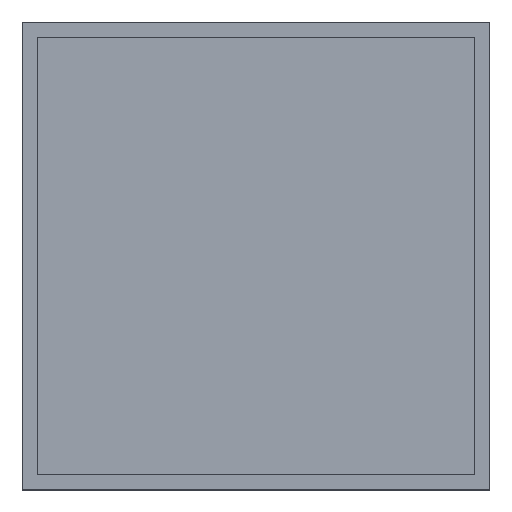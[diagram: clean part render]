
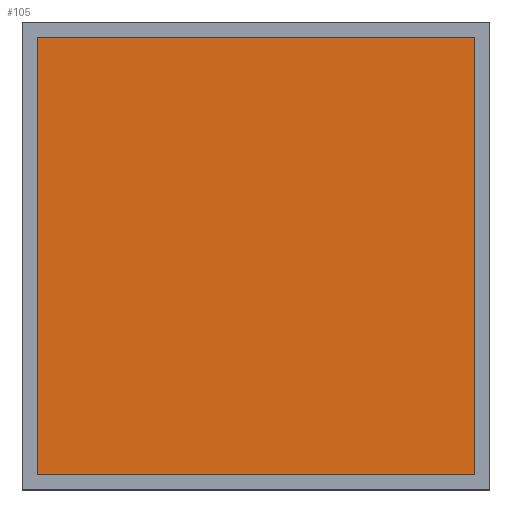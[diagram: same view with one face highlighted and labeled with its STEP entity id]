
A CAD part, top view. The second image highlights one B-rep face of the part: STEP entity #105.
In plain terms, the highlighted planar face has unit normal (0, 0, 1).
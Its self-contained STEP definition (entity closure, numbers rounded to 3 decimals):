
#26 = VECTOR ( 'NONE', #181, 1000. ) ;
#35 = CARTESIAN_POINT ( 'NONE',  ( 290., 290., 7. ) ) ;
#39 = DIRECTION ( 'NONE',  ( 0., 1., 0. ) ) ;
#57 = VERTEX_POINT ( 'NONE', #357 ) ;
#60 = VERTEX_POINT ( 'NONE', #147 ) ;
#70 = DIRECTION ( 'NONE',  ( 1., 0., 0. ) ) ;
#105 = ADVANCED_FACE ( 'NONE', ( #347 ), #348, .F. ) ;
#132 = ORIENTED_EDGE ( 'NONE', *, *, #377, .T. ) ;
#147 = CARTESIAN_POINT ( 'NONE',  ( -290., -290., 7. ) ) ;
#163 = ORIENTED_EDGE ( 'NONE', *, *, #478, .T. ) ;
#181 = DIRECTION ( 'NONE',  ( 0., -1., 0. ) ) ;
#195 = LINE ( 'NONE', #35, #329 ) ;
#207 = EDGE_CURVE ( 'NONE', #271, #60, #498, .T. ) ;
#251 = EDGE_LOOP ( 'NONE', ( #407, #399, #132, #163 ) ) ;
#270 = CARTESIAN_POINT ( 'NONE',  ( -290., -290., 7. ) ) ;
#271 = VERTEX_POINT ( 'NONE', #491 ) ;
#273 = DIRECTION ( 'NONE',  ( 1., 0., 0. ) ) ;
#284 = VECTOR ( 'NONE', #39, 1000. ) ;
#294 = CARTESIAN_POINT ( 'NONE',  ( -290., 290., 7. ) ) ;
#302 = VECTOR ( 'NONE', #70, 1000. ) ;
#306 = LINE ( 'NONE', #270, #302 ) ;
#313 = CARTESIAN_POINT ( 'NONE',  ( 290., -290., 7. ) ) ;
#329 = VECTOR ( 'NONE', #432, 1000. ) ;
#342 = AXIS2_PLACEMENT_3D ( 'NONE', #465, #470, #273 ) ;
#347 = FACE_OUTER_BOUND ( 'NONE', #251, .T. ) ;
#348 = PLANE ( 'NONE',  #342 ) ;
#351 = LINE ( 'NONE', #313, #284 ) ;
#353 = CARTESIAN_POINT ( 'NONE',  ( 290., -290., 7. ) ) ;
#357 = CARTESIAN_POINT ( 'NONE',  ( 290., 290., 7. ) ) ;
#377 = EDGE_CURVE ( 'NONE', #60, #490, #306, .T. ) ;
#399 = ORIENTED_EDGE ( 'NONE', *, *, #207, .T. ) ;
#407 = ORIENTED_EDGE ( 'NONE', *, *, #442, .T. ) ;
#432 = DIRECTION ( 'NONE',  ( -1., 0., 0. ) ) ;
#442 = EDGE_CURVE ( 'NONE', #57, #271, #195, .T. ) ;
#465 = CARTESIAN_POINT ( 'NONE',  ( -290., 290., 7. ) ) ;
#470 = DIRECTION ( 'NONE',  ( 0., 0., -1. ) ) ;
#478 = EDGE_CURVE ( 'NONE', #490, #57, #351, .T. ) ;
#490 = VERTEX_POINT ( 'NONE', #353 ) ;
#491 = CARTESIAN_POINT ( 'NONE',  ( -290., 290., 7. ) ) ;
#498 = LINE ( 'NONE', #294, #26 ) ;
